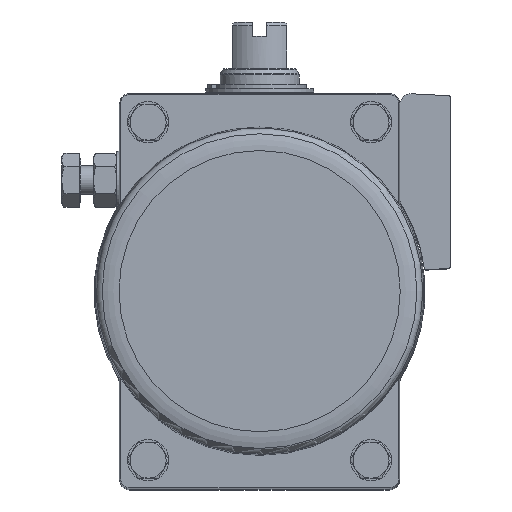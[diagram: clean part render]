
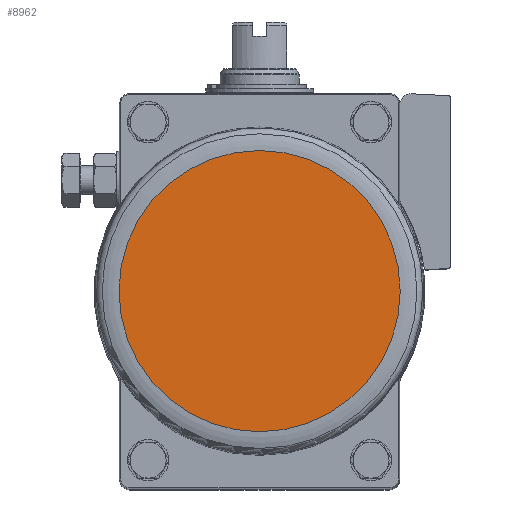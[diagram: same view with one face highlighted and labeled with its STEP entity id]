
A CAD part, top view. The second image highlights one B-rep face of the part: STEP entity #8962.
In plain terms, the highlighted planar face has unit normal (0, 0, 1).
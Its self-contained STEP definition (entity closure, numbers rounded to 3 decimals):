
#3149=ORIENTED_EDGE('',*,*,#4900,.T.);
#4900=EDGE_CURVE('',#5915,#5915,#6506,.T.);
#5915=VERTEX_POINT('',#15007);
#6506=CIRCLE('',#9896,39.1);
#7182=EDGE_LOOP('',(#3149));
#7996=FACE_BOUND('',#7182,.T.);
#8483=PLANE('',#9897);
#8962=ADVANCED_FACE('',(#7996),#8483,.F.);
#9896=AXIS2_PLACEMENT_3D('',#15006,#11936,#11937);
#9897=AXIS2_PLACEMENT_3D('',#15008,#11938,#11939);
#11936=DIRECTION('',(0.,0.,1.));
#11937=DIRECTION('',(1.,0.,0.));
#11938=DIRECTION('',(0.,0.,-1.));
#11939=DIRECTION('',(-1.,0.,0.));
#15006=CARTESIAN_POINT('',(0.,0.,94.65));
#15007=CARTESIAN_POINT('',(39.1,0.,94.65));
#15008=CARTESIAN_POINT('',(39.1,0.,94.65));
